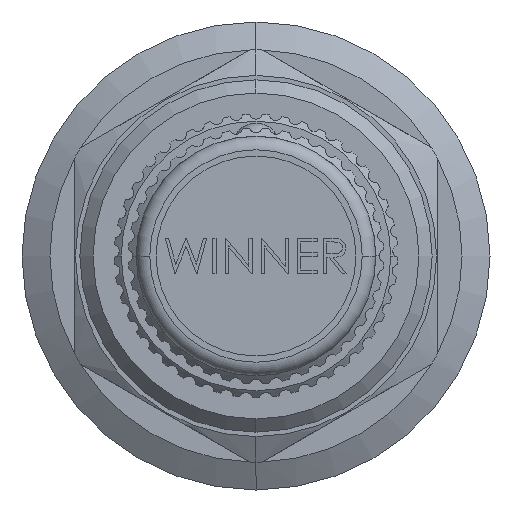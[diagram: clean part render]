
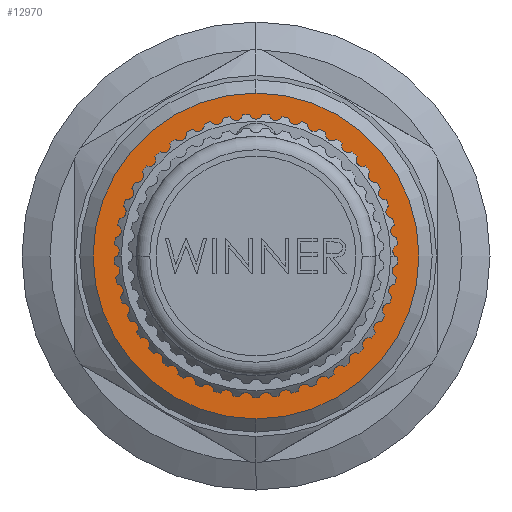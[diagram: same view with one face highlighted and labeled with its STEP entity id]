
A CAD part, left-side view. The second image highlights one B-rep face of the part: STEP entity #12970.
In plain terms, the highlighted planar face has unit normal (-1, 0, 0).
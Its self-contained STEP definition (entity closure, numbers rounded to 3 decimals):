
#1527 = DIRECTION ( 'NONE',  ( 0., -1., 0. ) ) ;
#1603 = AXIS2_PLACEMENT_3D ( 'NONE', #14037, #9539, #3083 ) ;
#2604 = VERTEX_POINT ( 'NONE', #28409 ) ;
#3083 = DIRECTION ( 'NONE',  ( 0., 0., 1. ) ) ;
#3447 = CARTESIAN_POINT ( 'NONE',  ( -44.5, 0., 18.5 ) ) ;
#3801 = EDGE_CURVE ( 'NONE', #29047, #2604, #13533, .T. ) ;
#3918 = CARTESIAN_POINT ( 'NONE',  ( -44.5, 0., 0. ) ) ;
#4288 = EDGE_LOOP ( 'NONE', ( #15152, #4925 ) ) ;
#4293 = CIRCLE ( 'NONE', #16159, 6.875 ) ;
#4925 = ORIENTED_EDGE ( 'NONE', *, *, #15471, .T. ) ;
#6370 = ORIENTED_EDGE ( 'NONE', *, *, #3801, .T. ) ;
#6606 = EDGE_CURVE ( 'NONE', #21586, #10546, #4293, .T. ) ;
#8417 = DIRECTION ( 'NONE',  ( 1., 0., 0. ) ) ;
#8505 = DIRECTION ( 'NONE',  ( 0., 0., 1. ) ) ;
#8615 = DIRECTION ( 'NONE',  ( -1., 0., 0. ) ) ;
#8668 = FACE_BOUND ( 'NONE', #4288, .T. ) ;
#9539 = DIRECTION ( 'NONE',  ( -1., 0., 0. ) ) ;
#9721 = AXIS2_PLACEMENT_3D ( 'NONE', #24322, #10911, #1527 ) ;
#10546 = VERTEX_POINT ( 'NONE', #19586 ) ;
#10911 = DIRECTION ( 'NONE',  ( 1., 0., 0. ) ) ;
#11817 = FACE_OUTER_BOUND ( 'NONE', #18209, .T. ) ;
#12524 = CIRCLE ( 'NONE', #1603, 18.5 ) ;
#12970 = ADVANCED_FACE ( 'NONE', ( #8668, #11817 ), #24332, .T. ) ;
#13533 = CIRCLE ( 'NONE', #29031, 18.5 ) ;
#13865 = ORIENTED_EDGE ( 'NONE', *, *, #26475, .T. ) ;
#14037 = CARTESIAN_POINT ( 'NONE',  ( -44.5, 0., 0. ) ) ;
#15152 = ORIENTED_EDGE ( 'NONE', *, *, #6606, .T. ) ;
#15471 = EDGE_CURVE ( 'NONE', #10546, #21586, #16298, .T. ) ;
#16159 = AXIS2_PLACEMENT_3D ( 'NONE', #19767, #8417, #19854 ) ;
#16298 = CIRCLE ( 'NONE', #9721, 6.875 ) ;
#17600 = DIRECTION ( 'NONE',  ( -1., 0., 0. ) ) ;
#17623 = CARTESIAN_POINT ( 'NONE',  ( -44.5, 0., 0. ) ) ;
#18209 = EDGE_LOOP ( 'NONE', ( #13865, #6370 ) ) ;
#18636 = CARTESIAN_POINT ( 'NONE',  ( -44.5, 6.875, 0. ) ) ;
#19586 = CARTESIAN_POINT ( 'NONE',  ( -44.5, -6.875, 0. ) ) ;
#19767 = CARTESIAN_POINT ( 'NONE',  ( -44.5, 0., 0. ) ) ;
#19854 = DIRECTION ( 'NONE',  ( 0., -1., 0. ) ) ;
#21586 = VERTEX_POINT ( 'NONE', #18636 ) ;
#22208 = AXIS2_PLACEMENT_3D ( 'NONE', #3918, #17600, #8505 ) ;
#24322 = CARTESIAN_POINT ( 'NONE',  ( -44.5, 0., 0. ) ) ;
#24332 = PLANE ( 'NONE',  #22208 ) ;
#26475 = EDGE_CURVE ( 'NONE', #2604, #29047, #12524, .T. ) ;
#26590 = DIRECTION ( 'NONE',  ( 0., 0., 1. ) ) ;
#28409 = CARTESIAN_POINT ( 'NONE',  ( -44.5, 0., -18.5 ) ) ;
#29031 = AXIS2_PLACEMENT_3D ( 'NONE', #17623, #8615, #26590 ) ;
#29047 = VERTEX_POINT ( 'NONE', #3447 ) ;
